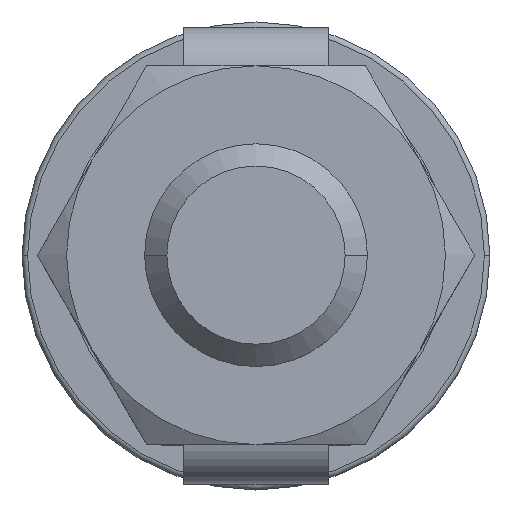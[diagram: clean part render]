
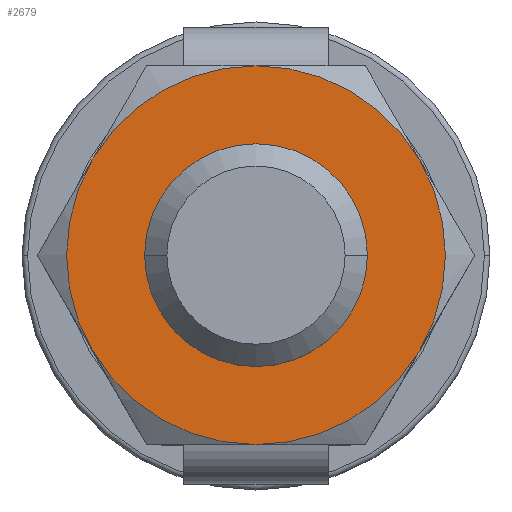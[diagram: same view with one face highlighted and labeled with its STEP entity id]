
A CAD part, top view. The second image highlights one B-rep face of the part: STEP entity #2679.
In plain terms, the highlighted planar face has unit normal (0, 0, 1).
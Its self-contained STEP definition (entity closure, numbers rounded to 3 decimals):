
#291=AXIS2_PLACEMENT_3D('Circle Axis2P3D',#289,#290,$) ;
#343=AXIS2_PLACEMENT_3D('Circle Axis2P3D',#341,#342,$) ;
#2098=AXIS2_PLACEMENT_3D('Circle Axis2P3D',#2096,#2097,$) ;
#2126=AXIS2_PLACEMENT_3D('Circle Axis2P3D',#2124,#2125,$) ;
#2153=AXIS2_PLACEMENT_3D('Circle Axis2P3D',#2151,#2152,$) ;
#2192=AXIS2_PLACEMENT_3D('Circle Axis2P3D',#2190,#2191,$) ;
#2212=AXIS2_PLACEMENT_3D('Circle Axis2P3D',#2210,#2211,$) ;
#2240=AXIS2_PLACEMENT_3D('Circle Axis2P3D',#2238,#2239,$) ;
#2276=AXIS2_PLACEMENT_3D('Circle Axis2P3D',#2274,#2275,$) ;
#2304=AXIS2_PLACEMENT_3D('Circle Axis2P3D',#2302,#2303,$) ;
#2663=AXIS2_PLACEMENT_3D('Plane Axis2P3D',#2660,#2661,#2662) ;
#272=CARTESIAN_POINT('Vertex',(5.5,10.5,46.761)) ;
#286=CARTESIAN_POINT('Vertex',(15.5,10.5,46.761)) ;
#289=CARTESIAN_POINT('Axis2P3D Location',(10.5,10.5,46.761)) ;
#341=CARTESIAN_POINT('Axis2P3D Location',(10.5,10.5,46.761)) ;
#2091=CARTESIAN_POINT('Vertex',(17.861,14.75,46.761)) ;
#2096=CARTESIAN_POINT('Axis2P3D Location',(10.5,10.5,46.761)) ;
#2100=CARTESIAN_POINT('Vertex',(17.861,6.25,46.761)) ;
#2124=CARTESIAN_POINT('Axis2P3D Location',(10.5,10.5,46.761)) ;
#2128=CARTESIAN_POINT('Vertex',(17.759,6.077,46.761)) ;
#2151=CARTESIAN_POINT('Axis2P3D Location',(10.5,10.5,46.761)) ;
#2155=CARTESIAN_POINT('Vertex',(10.5,2.,46.761)) ;
#2180=CARTESIAN_POINT('Vertex',(3.139,6.25,46.761)) ;
#2190=CARTESIAN_POINT('Axis2P3D Location',(10.5,10.5,46.761)) ;
#2210=CARTESIAN_POINT('Axis2P3D Location',(10.5,10.5,46.761)) ;
#2214=CARTESIAN_POINT('Vertex',(3.139,14.75,46.761)) ;
#2238=CARTESIAN_POINT('Axis2P3D Location',(10.5,10.5,46.761)) ;
#2242=CARTESIAN_POINT('Vertex',(3.241,14.923,46.761)) ;
#2264=CARTESIAN_POINT('Vertex',(10.5,19.,46.761)) ;
#2274=CARTESIAN_POINT('Axis2P3D Location',(10.5,10.5,46.761)) ;
#2302=CARTESIAN_POINT('Axis2P3D Location',(10.5,10.5,46.761)) ;
#2660=CARTESIAN_POINT('Axis2P3D Location',(10.5,10.5,46.761)) ;
#290=DIRECTION('Axis2P3D Direction',(0.,0.,-1.)) ;
#342=DIRECTION('Axis2P3D Direction',(0.,0.,-1.)) ;
#2097=DIRECTION('Axis2P3D Direction',(0.,0.,1.)) ;
#2125=DIRECTION('Axis2P3D Direction',(0.,0.,1.)) ;
#2152=DIRECTION('Axis2P3D Direction',(0.,0.,1.)) ;
#2191=DIRECTION('Axis2P3D Direction',(0.,0.,1.)) ;
#2211=DIRECTION('Axis2P3D Direction',(0.,0.,1.)) ;
#2239=DIRECTION('Axis2P3D Direction',(0.,0.,1.)) ;
#2275=DIRECTION('Axis2P3D Direction',(0.,0.,1.)) ;
#2303=DIRECTION('Axis2P3D Direction',(0.,0.,1.)) ;
#2661=DIRECTION('Axis2P3D Direction',(0.,0.,-1.)) ;
#2662=DIRECTION('Axis2P3D XDirection',(0.866,0.5,0.)) ;
#2666=ORIENTED_EDGE('',*,*,#2306,.T.) ;
#2667=ORIENTED_EDGE('',*,*,#2278,.T.) ;
#2668=ORIENTED_EDGE('',*,*,#2244,.T.) ;
#2669=ORIENTED_EDGE('',*,*,#2216,.T.) ;
#2670=ORIENTED_EDGE('',*,*,#2194,.T.) ;
#2671=ORIENTED_EDGE('',*,*,#2157,.T.) ;
#2672=ORIENTED_EDGE('',*,*,#2130,.T.) ;
#2673=ORIENTED_EDGE('',*,*,#2102,.T.) ;
#2676=ORIENTED_EDGE('',*,*,#345,.T.) ;
#2677=ORIENTED_EDGE('',*,*,#293,.T.) ;
#2678=FACE_BOUND('',#2675,.T.) ;
#2679=ADVANCED_FACE('Hauptk\X2\00F6\X0\rper',(#2674,#2678),#2664,.F.) ;
#292=CIRCLE('generated circle',#291,5.) ;
#344=CIRCLE('generated circle',#343,5.) ;
#2099=CIRCLE('generated circle',#2098,8.5) ;
#2127=CIRCLE('generated circle',#2126,8.5) ;
#2154=CIRCLE('generated circle',#2153,8.5) ;
#2193=CIRCLE('generated circle',#2192,8.5) ;
#2213=CIRCLE('generated circle',#2212,8.5) ;
#2241=CIRCLE('generated circle',#2240,8.5) ;
#2277=CIRCLE('generated circle',#2276,8.5) ;
#2305=CIRCLE('generated circle',#2304,8.5) ;
#293=EDGE_CURVE('',#273,#287,#292,.T.) ;
#345=EDGE_CURVE('',#287,#273,#344,.T.) ;
#2102=EDGE_CURVE('',#2101,#2092,#2099,.T.) ;
#2130=EDGE_CURVE('',#2129,#2101,#2127,.T.) ;
#2157=EDGE_CURVE('',#2156,#2129,#2154,.T.) ;
#2194=EDGE_CURVE('',#2181,#2156,#2193,.T.) ;
#2216=EDGE_CURVE('',#2215,#2181,#2213,.T.) ;
#2244=EDGE_CURVE('',#2243,#2215,#2241,.T.) ;
#2278=EDGE_CURVE('',#2265,#2243,#2277,.T.) ;
#2306=EDGE_CURVE('',#2092,#2265,#2305,.T.) ;
#2665=EDGE_LOOP('',(#2666,#2667,#2668,#2669,#2670,#2671,#2672,#2673)) ;
#2675=EDGE_LOOP('',(#2676,#2677)) ;
#2674=FACE_OUTER_BOUND('',#2665,.T.) ;
#2664=PLANE('',#2663) ;
#273=VERTEX_POINT('',#272) ;
#287=VERTEX_POINT('',#286) ;
#2092=VERTEX_POINT('',#2091) ;
#2101=VERTEX_POINT('',#2100) ;
#2129=VERTEX_POINT('',#2128) ;
#2156=VERTEX_POINT('',#2155) ;
#2181=VERTEX_POINT('',#2180) ;
#2215=VERTEX_POINT('',#2214) ;
#2243=VERTEX_POINT('',#2242) ;
#2265=VERTEX_POINT('',#2264) ;
